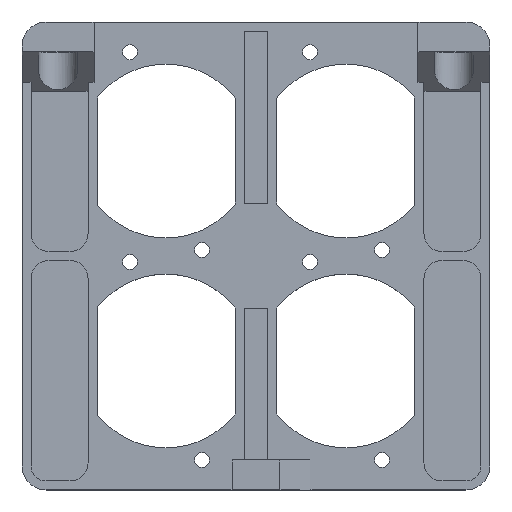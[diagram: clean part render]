
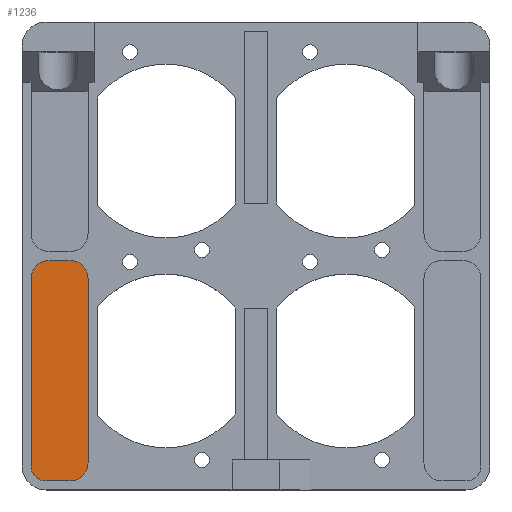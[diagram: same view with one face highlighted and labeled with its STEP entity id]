
A CAD part, top view. The second image highlights one B-rep face of the part: STEP entity #1236.
In plain terms, the highlighted planar face has unit normal (0, 0, 1).
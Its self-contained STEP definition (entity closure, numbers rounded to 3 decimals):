
#10 = DIRECTION ( 'NONE',  ( -1., 0., 0. ) ) ;
#190 = VECTOR ( 'NONE', #786, 1000. ) ;
#208 = CARTESIAN_POINT ( 'NONE',  ( -34.5, -3.75, 0.5 ) ) ;
#243 = EDGE_CURVE ( 'NONE', #1090, #1427, #1786, .T. ) ;
#404 = DIRECTION ( 'NONE',  ( 0., -1., 0. ) ) ;
#426 = CARTESIAN_POINT ( 'NONE',  ( -31., -37.5, 0.5 ) ) ;
#503 = FACE_OUTER_BOUND ( 'NONE', #2484, .T. ) ;
#573 = CARTESIAN_POINT ( 'NONE',  ( -37.5, 0., 0.5 ) ) ;
#603 = EDGE_CURVE ( 'NONE', #1427, #2864, #1018, .T. ) ;
#615 = CARTESIAN_POINT ( 'NONE',  ( 0., -37.5, 0.5 ) ) ;
#689 = DIRECTION ( 'NONE',  ( 0., 0., 1. ) ) ;
#695 = CARTESIAN_POINT ( 'NONE',  ( -28., 0., 0.5 ) ) ;
#754 = AXIS2_PLACEMENT_3D ( 'NONE', #1242, #689, #1505 ) ;
#760 = VECTOR ( 'NONE', #3286, 1000. ) ;
#779 = VERTEX_POINT ( 'NONE', #1126 ) ;
#786 = DIRECTION ( 'NONE',  ( -1., 0., 0. ) ) ;
#921 = EDGE_CURVE ( 'NONE', #1090, #2122, #1657, .T. ) ;
#949 = LINE ( 'NONE', #573, #2678 ) ;
#1018 = LINE ( 'NONE', #1052, #190 ) ;
#1043 = ORIENTED_EDGE ( 'NONE', *, *, #2140, .T. ) ;
#1052 = CARTESIAN_POINT ( 'NONE',  ( 0., -0.75, 0.5 ) ) ;
#1090 = VERTEX_POINT ( 'NONE', #2112 ) ;
#1109 = PLANE ( 'NONE',  #2485 ) ;
#1126 = CARTESIAN_POINT ( 'NONE',  ( -37.5, -35., 0.5 ) ) ;
#1236 = ADVANCED_FACE ( 'NONE', ( #503 ), #1109, .F. ) ;
#1242 = CARTESIAN_POINT ( 'NONE',  ( -31., -3.75, 0.5 ) ) ;
#1331 = DIRECTION ( 'NONE',  ( 0., 0., -1. ) ) ;
#1359 = EDGE_CURVE ( 'NONE', #3243, #1492, #2536, .T. ) ;
#1424 = ORIENTED_EDGE ( 'NONE', *, *, #603, .T. ) ;
#1427 = VERTEX_POINT ( 'NONE', #2285 ) ;
#1492 = VERTEX_POINT ( 'NONE', #426 ) ;
#1502 = CARTESIAN_POINT ( 'NONE',  ( -28., -34.5, 0.5 ) ) ;
#1505 = DIRECTION ( 'NONE',  ( -1., 0., 0. ) ) ;
#1608 = CARTESIAN_POINT ( 'NONE',  ( -34.5, -0.75, 0.5 ) ) ;
#1657 = LINE ( 'NONE', #695, #2503 ) ;
#1772 = CARTESIAN_POINT ( 'NONE',  ( -31., -34.5, 0.5 ) ) ;
#1786 = CIRCLE ( 'NONE', #754, 3. ) ;
#1898 = ORIENTED_EDGE ( 'NONE', *, *, #921, .F. ) ;
#1965 = AXIS2_PLACEMENT_3D ( 'NONE', #2023, #2582, #2298 ) ;
#1991 = ORIENTED_EDGE ( 'NONE', *, *, #3248, .T. ) ;
#2008 = AXIS2_PLACEMENT_3D ( 'NONE', #208, #2120, #2662 ) ;
#2023 = CARTESIAN_POINT ( 'NONE',  ( -35., -35., 0.5 ) ) ;
#2112 = CARTESIAN_POINT ( 'NONE',  ( -28., -3.75, 0.5 ) ) ;
#2120 = DIRECTION ( 'NONE',  ( 0., 0., 1. ) ) ;
#2122 = VERTEX_POINT ( 'NONE', #1502 ) ;
#2124 = CIRCLE ( 'NONE', #2783, 3. ) ;
#2131 = ORIENTED_EDGE ( 'NONE', *, *, #1359, .T. ) ;
#2140 = EDGE_CURVE ( 'NONE', #779, #3243, #2963, .T. ) ;
#2285 = CARTESIAN_POINT ( 'NONE',  ( -31., -0.75, 0.5 ) ) ;
#2298 = DIRECTION ( 'NONE',  ( -1., 0., 0. ) ) ;
#2343 = CIRCLE ( 'NONE', #2008, 3. ) ;
#2455 = EDGE_CURVE ( 'NONE', #3446, #779, #949, .T. ) ;
#2479 = ORIENTED_EDGE ( 'NONE', *, *, #2455, .T. ) ;
#2484 = EDGE_LOOP ( 'NONE', ( #2131, #1991, #1898, #3071, #1424, #3010, #2479, #1043 ) ) ;
#2485 = AXIS2_PLACEMENT_3D ( 'NONE', #2956, #1331, #10 ) ;
#2492 = DIRECTION ( 'NONE',  ( 0., -1., 0. ) ) ;
#2503 = VECTOR ( 'NONE', #404, 1000. ) ;
#2536 = LINE ( 'NONE', #615, #760 ) ;
#2574 = DIRECTION ( 'NONE',  ( 0., 0., 1. ) ) ;
#2582 = DIRECTION ( 'NONE',  ( 0., 0., 1. ) ) ;
#2605 = CARTESIAN_POINT ( 'NONE',  ( -35., -37.5, 0.5 ) ) ;
#2662 = DIRECTION ( 'NONE',  ( -1., 0., 0. ) ) ;
#2678 = VECTOR ( 'NONE', #2492, 1000. ) ;
#2783 = AXIS2_PLACEMENT_3D ( 'NONE', #1772, #2574, #2878 ) ;
#2864 = VERTEX_POINT ( 'NONE', #1608 ) ;
#2878 = DIRECTION ( 'NONE',  ( -1., 0., 0. ) ) ;
#2956 = CARTESIAN_POINT ( 'NONE',  ( 0., 0., 0.5 ) ) ;
#2963 = CIRCLE ( 'NONE', #1965, 2.5 ) ;
#3010 = ORIENTED_EDGE ( 'NONE', *, *, #3458, .T. ) ;
#3071 = ORIENTED_EDGE ( 'NONE', *, *, #243, .T. ) ;
#3191 = CARTESIAN_POINT ( 'NONE',  ( -37.5, -3.75, 0.5 ) ) ;
#3243 = VERTEX_POINT ( 'NONE', #2605 ) ;
#3248 = EDGE_CURVE ( 'NONE', #1492, #2122, #2124, .T. ) ;
#3286 = DIRECTION ( 'NONE',  ( 1., 0., 0. ) ) ;
#3446 = VERTEX_POINT ( 'NONE', #3191 ) ;
#3458 = EDGE_CURVE ( 'NONE', #2864, #3446, #2343, .T. ) ;
